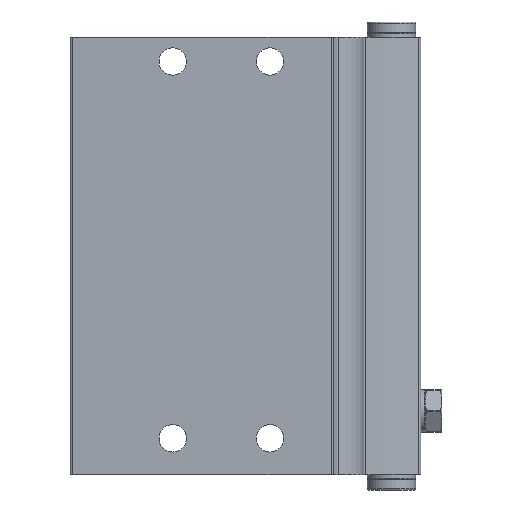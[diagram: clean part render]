
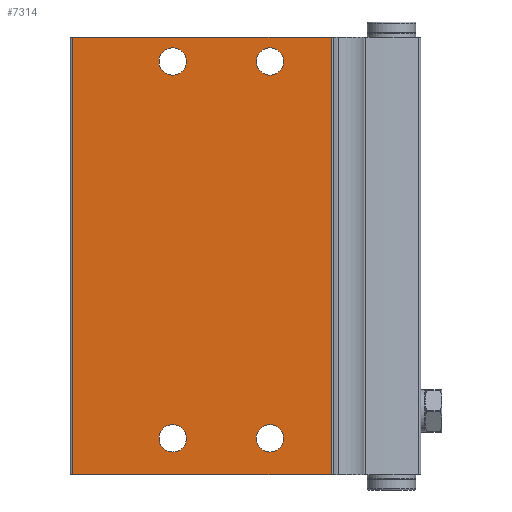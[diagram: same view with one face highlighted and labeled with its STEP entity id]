
A CAD part, front view. The second image highlights one B-rep face of the part: STEP entity #7314.
In plain terms, the highlighted planar face has unit normal (0, -1, 0).
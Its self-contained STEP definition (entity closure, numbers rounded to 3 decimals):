
#198=LINE('',#11983,#769);
#199=LINE('',#11993,#770);
#200=LINE('',#11995,#771);
#201=LINE('',#11997,#772);
#769=VECTOR('',#9179,1000.);
#770=VECTOR('',#9190,1000.);
#771=VECTOR('',#9191,1000.);
#772=VECTOR('',#9192,1000.);
#1320=PLANE('',#8262);
#1595=CIRCLE('',#8263,2.25);
#1596=CIRCLE('',#8264,2.25);
#1597=CIRCLE('',#8265,2.25);
#1598=CIRCLE('',#8266,2.25);
#2028=ORIENTED_EDGE('',*,*,#3951,.F.);
#2029=ORIENTED_EDGE('',*,*,#3952,.F.);
#2030=ORIENTED_EDGE('',*,*,#3953,.F.);
#2031=ORIENTED_EDGE('',*,*,#3954,.F.);
#2032=ORIENTED_EDGE('',*,*,#3955,.F.);
#2033=ORIENTED_EDGE('',*,*,#3950,.F.);
#2034=ORIENTED_EDGE('',*,*,#3956,.T.);
#2035=ORIENTED_EDGE('',*,*,#3957,.T.);
#3950=EDGE_CURVE('',#4904,#4903,#198,.T.);
#3951=EDGE_CURVE('',#4905,#4905,#1595,.T.);
#3952=EDGE_CURVE('',#4906,#4906,#1596,.T.);
#3953=EDGE_CURVE('',#4907,#4907,#1597,.T.);
#3954=EDGE_CURVE('',#4908,#4908,#1598,.T.);
#3955=EDGE_CURVE('',#4903,#4909,#199,.T.);
#3956=EDGE_CURVE('',#4904,#4910,#200,.T.);
#3957=EDGE_CURVE('',#4910,#4909,#201,.T.);
#4903=VERTEX_POINT('',#11980);
#4904=VERTEX_POINT('',#11982);
#4905=VERTEX_POINT('',#11986);
#4906=VERTEX_POINT('',#11988);
#4907=VERTEX_POINT('',#11990);
#4908=VERTEX_POINT('',#11992);
#4909=VERTEX_POINT('',#11994);
#4910=VERTEX_POINT('',#11996);
#5693=EDGE_LOOP('',(#2028));
#5694=EDGE_LOOP('',(#2029));
#5695=EDGE_LOOP('',(#2030));
#5696=EDGE_LOOP('',(#2031));
#5697=EDGE_LOOP('',(#2032,#2033,#2034,#2035));
#6445=FACE_BOUND('',#5693,.T.);
#6446=FACE_BOUND('',#5694,.T.);
#6447=FACE_BOUND('',#5695,.T.);
#6448=FACE_BOUND('',#5696,.T.);
#6449=FACE_BOUND('',#5697,.T.);
#7314=ADVANCED_FACE('',(#6445,#6446,#6447,#6448,#6449),#1320,.T.);
#8262=AXIS2_PLACEMENT_3D('',#11984,#9180,#9181);
#8263=AXIS2_PLACEMENT_3D('',#11985,#9182,#9183);
#8264=AXIS2_PLACEMENT_3D('',#11987,#9184,#9185);
#8265=AXIS2_PLACEMENT_3D('',#11989,#9186,#9187);
#8266=AXIS2_PLACEMENT_3D('',#11991,#9188,#9189);
#9179=DIRECTION('',(0.,0.,1.));
#9180=DIRECTION('',(0.,-1.,0.));
#9181=DIRECTION('',(0.,0.,-1.));
#9182=DIRECTION('',(0.,-1.,0.));
#9183=DIRECTION('',(0.,0.,-1.));
#9184=DIRECTION('',(0.,-1.,0.));
#9185=DIRECTION('',(0.,0.,-1.));
#9186=DIRECTION('',(0.,-1.,0.));
#9187=DIRECTION('',(0.,0.,-1.));
#9188=DIRECTION('',(0.,-1.,0.));
#9189=DIRECTION('',(0.,0.,-1.));
#9190=DIRECTION('',(1.,0.,0.));
#9191=DIRECTION('',(1.,0.,0.));
#9192=DIRECTION('',(0.,0.,1.));
#11980=CARTESIAN_POINT('',(-18.069,0.,0.));
#11982=CARTESIAN_POINT('',(-18.069,0.,-72.));
#11983=CARTESIAN_POINT('',(-18.069,0.,-72.));
#11984=CARTESIAN_POINT('',(-18.069,0.,-72.));
#11985=CARTESIAN_POINT('',(-8.,0.,-6.));
#11986=CARTESIAN_POINT('',(-8.,0.,-8.25));
#11987=CARTESIAN_POINT('',(-8.,0.,-68.));
#11988=CARTESIAN_POINT('',(-8.,0.,-70.25));
#11989=CARTESIAN_POINT('',(8.,0.,-68.));
#11990=CARTESIAN_POINT('',(8.,0.,-70.25));
#11991=CARTESIAN_POINT('',(8.,0.,-6.));
#11992=CARTESIAN_POINT('',(8.,0.,-8.25));
#11993=CARTESIAN_POINT('',(-18.069,0.,0.));
#11994=CARTESIAN_POINT('',(24.5,0.,0.));
#11995=CARTESIAN_POINT('',(-18.069,0.,-72.));
#11996=CARTESIAN_POINT('',(24.5,0.,-72.));
#11997=CARTESIAN_POINT('',(24.5,0.,-72.));
